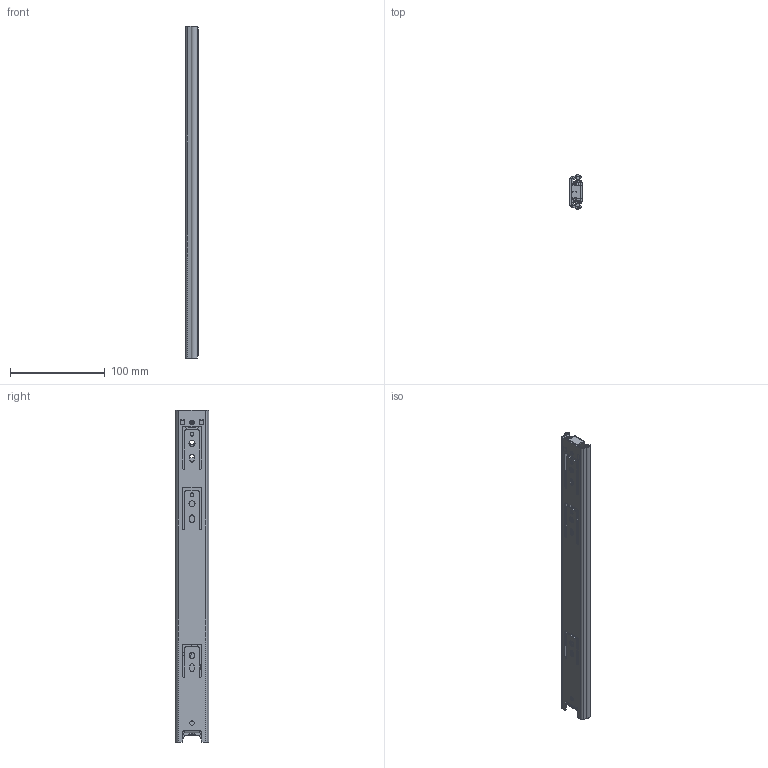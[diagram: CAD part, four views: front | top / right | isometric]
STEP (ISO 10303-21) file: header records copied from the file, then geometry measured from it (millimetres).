
FILE_DESCRIPTION (( 'STEP AP214' ), '1' );
FILE_NAME ('FR_5005.350mm_14inch_closed.STEP', '2022-10-12T09:22:50', ( '' ), ( '' ), 'SwSTEP 2.0', 'SolidWorks 2020', '' );
FILE_SCHEMA (( 'AUTOMOTIVE_DESIGN' ));
Length unit declared in the file: millimetre
Products named in the file (10): 5005.XXX-01.T022_NL  350; FR_5005.350mm_14inch_closed; 5005 TRIGGER RIVET_5050 Trigger Rivet; FR 5005 DETENT; FR 5005 MIDDLE STOP; 5005.XXX-03.T022_NL  350; 5005 STOP RIVET_5050 Trigger Rivet; FR 5005 TRIGGER
Assembly tree (9 placements, depth 3):
  FR_5005.350mm_14inch_closed
    5005.XXX-01.T022_NL  350
      5005.XXX-01.T022_NL  350
      FR 5005 DETENT
      FR 5005 MIDDLE STOP
      5005 STOP RIVET_5050 Trigger Rivet
    5005.XXX-03.T022_NL  350
      5005.XXX-03.T022_NL  350
      FR 5005 TRIGGER
      5005 TRIGGER RIVET_5050 Trigger Rivet
Bounding box: 12.7 x 35.59 x 350 mm (x, y, z)
Volume: 47732.5 mm3; surface area: 66595.1 mm2
Topology: 7 solids, 7 shells, 469 faces, 1271 edges, 815 vertices
Faces by surface type: plane 224, cylinder 221, torus 12, cone 10, bspline 2
Entity records: 15426 total; most frequent: CARTESIAN_POINT 2908, DIRECTION 2610, ORIENTED_EDGE 2526, EDGE_CURVE 1263, AXIS2_PLACEMENT_3D 925, VERTEX_POINT 815, LINE 760, VECTOR 760
